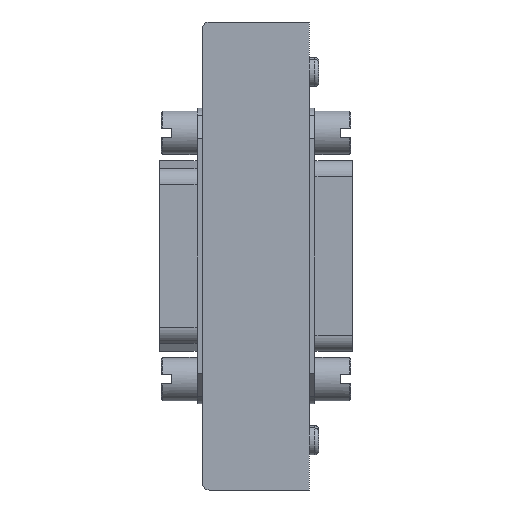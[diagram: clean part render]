
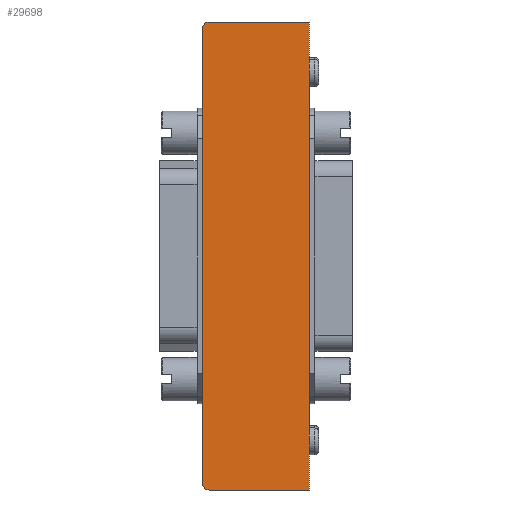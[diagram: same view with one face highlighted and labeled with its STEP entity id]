
A CAD part, left-side view. The second image highlights one B-rep face of the part: STEP entity #29698.
In plain terms, the highlighted planar face has unit normal (-1, 0, 0).
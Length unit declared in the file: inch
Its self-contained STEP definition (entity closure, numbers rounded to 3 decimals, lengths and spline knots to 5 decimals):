
#14892 = LINE ( 'NONE', #15004, #15002 ) ;
#14894 = CARTESIAN_POINT ( 'NONE',  ( -2.765, 0.35, -1.75 ) ) ;
#14895 = DIRECTION ( 'NONE',  ( 0., 0., -1. ) ) ;
#14897 = DIRECTION ( 'NONE',  ( -1., 0., 0. ) ) ;
#14898 = CARTESIAN_POINT ( 'NONE',  ( -2.765, 0.35, -1.7 ) ) ;
#14900 = AXIS2_PLACEMENT_3D ( 'NONE', #14898, #14897, #14895 ) ;
#14902 = CIRCLE ( 'NONE', #14900, 0.05 ) ;
#14911 = CARTESIAN_POINT ( 'NONE',  ( -2.765, 0.4, -1.7 ) ) ;
#14992 = DIRECTION ( 'NONE',  ( 0., 0., 1. ) ) ;
#14993 = VECTOR ( 'NONE', #14992, 39.37008 ) ;
#14994 = CARTESIAN_POINT ( 'NONE',  ( -2.765, -0.4, -1.75 ) ) ;
#14996 = LINE ( 'NONE', #14994, #14993 ) ;
#14999 = CARTESIAN_POINT ( 'NONE',  ( -2.765, -0.4, -1.75 ) ) ;
#15001 = DIRECTION ( 'NONE',  ( 0., -1., 0. ) ) ;
#15002 = VECTOR ( 'NONE', #15001, 39.37008 ) ;
#15004 = CARTESIAN_POINT ( 'NONE',  ( -2.765, 0.4, -1.75 ) ) ;
#15026 = FACE_OUTER_BOUND ( 'NONE', #29699, .T. ) ;
#15080 = CARTESIAN_POINT ( 'NONE',  ( -2.765, -0.4, 1.75 ) ) ;
#15082 = CARTESIAN_POINT ( 'NONE',  ( -2.765, 0.35, 1.75 ) ) ;
#15085 = DIRECTION ( 'NONE',  ( 0., -1., 0. ) ) ;
#15087 = VECTOR ( 'NONE', #15085, 39.37008 ) ;
#15090 = CARTESIAN_POINT ( 'NONE',  ( -2.765, 0.4, 1.75 ) ) ;
#15092 = LINE ( 'NONE', #15090, #15087 ) ;
#15098 = DIRECTION ( 'NONE',  ( 0., 0., -1. ) ) ;
#15100 = DIRECTION ( 'NONE',  ( 1., 0., 0. ) ) ;
#15102 = CARTESIAN_POINT ( 'NONE',  ( -2.765, 0.4, -1.75 ) ) ;
#15104 = AXIS2_PLACEMENT_3D ( 'NONE', #15102, #15100, #15098 ) ;
#15107 = PLANE ( 'NONE',  #15104 ) ;
#15499 = DIRECTION ( 'NONE',  ( 0., 0., 1. ) ) ;
#15500 = VECTOR ( 'NONE', #15499, 39.37008 ) ;
#15502 = CARTESIAN_POINT ( 'NONE',  ( -2.765, 0.4, -1.75 ) ) ;
#15503 = LINE ( 'NONE', #15502, #15500 ) ;
#15505 = CARTESIAN_POINT ( 'NONE',  ( -2.765, 0.4, 1.7 ) ) ;
#15506 = DIRECTION ( 'NONE',  ( 0., 0., -1. ) ) ;
#15508 = DIRECTION ( 'NONE',  ( -1., 0., 0. ) ) ;
#15509 = CARTESIAN_POINT ( 'NONE',  ( -2.765, 0.35, 1.7 ) ) ;
#15510 = AXIS2_PLACEMENT_3D ( 'NONE', #15509, #15508, #15506 ) ;
#15511 = CIRCLE ( 'NONE', #15510, 0.05 ) ;
#29678 = VERTEX_POINT ( 'NONE', #14911 ) ;
#29679 = ORIENTED_EDGE ( 'NONE', *, *, #29680, .T. ) ;
#29680 = EDGE_CURVE ( 'NONE', #29678, #29681, #14902, .T. ) ;
#29681 = VERTEX_POINT ( 'NONE', #14894 ) ;
#29682 = ORIENTED_EDGE ( 'NONE', *, *, #29683, .T. ) ;
#29683 = EDGE_CURVE ( 'NONE', #29681, #29684, #14892, .T. ) ;
#29684 = VERTEX_POINT ( 'NONE', #14999 ) ;
#29685 = ORIENTED_EDGE ( 'NONE', *, *, #29686, .T. ) ;
#29686 = EDGE_CURVE ( 'NONE', #29684, #29703, #14996, .T. ) ;
#29698 = ADVANCED_FACE ( 'NONE', ( #15026 ), #15107, .F. ) ;
#29699 = EDGE_LOOP ( 'NONE', ( #29700, #29756, #29759, #29679, #29682, #29685 ) ) ;
#29700 = ORIENTED_EDGE ( 'NONE', *, *, #29701, .F. ) ;
#29701 = EDGE_CURVE ( 'NONE', #29702, #29703, #15092, .T. ) ;
#29702 = VERTEX_POINT ( 'NONE', #15082 ) ;
#29703 = VERTEX_POINT ( 'NONE', #15080 ) ;
#29756 = ORIENTED_EDGE ( 'NONE', *, *, #29757, .T. ) ;
#29757 = EDGE_CURVE ( 'NONE', #29702, #29758, #15511, .T. ) ;
#29758 = VERTEX_POINT ( 'NONE', #15505 ) ;
#29759 = ORIENTED_EDGE ( 'NONE', *, *, #29760, .F. ) ;
#29760 = EDGE_CURVE ( 'NONE', #29678, #29758, #15503, .T. ) ;
